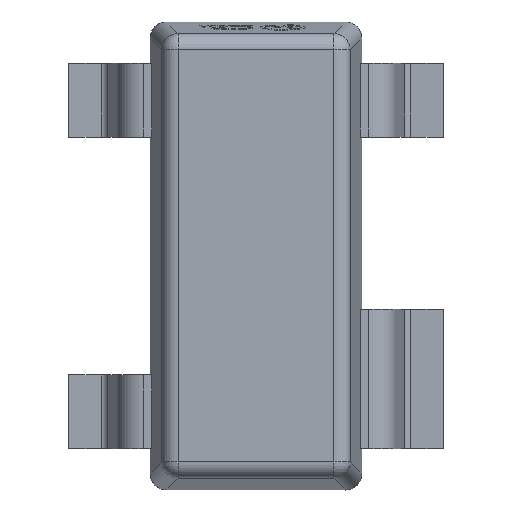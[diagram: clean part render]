
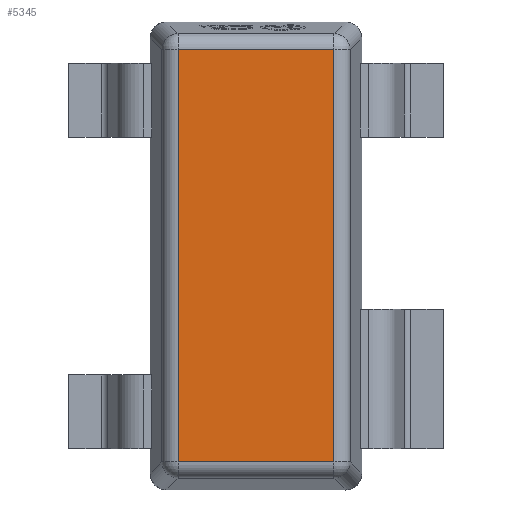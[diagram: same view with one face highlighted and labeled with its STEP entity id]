
A CAD part, top view. The second image highlights one B-rep face of the part: STEP entity #5345.
In plain terms, the highlighted planar face has unit normal (0, 0, 1).
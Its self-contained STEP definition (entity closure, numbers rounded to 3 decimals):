
#105 = VERTEX_POINT ( 'NONE', #3994 ) ;
#121 = VERTEX_POINT ( 'NONE', #9617 ) ;
#174 = LINE ( 'NONE', #6423, #13102 ) ;
#576 = ORIENTED_EDGE ( 'NONE', *, *, #1398, .T. ) ;
#1267 = CARTESIAN_POINT ( 'NONE',  ( -0.476, 0., 1.1 ) ) ;
#1398 = EDGE_CURVE ( 'NONE', #105, #15103, #174, .T. ) ;
#1705 = VERTEX_POINT ( 'NONE', #6018 ) ;
#2473 = FACE_OUTER_BOUND ( 'NONE', #9206, .T. ) ;
#3320 = CARTESIAN_POINT ( 'NONE',  ( 0., -1.257, 1.1 ) ) ;
#3994 = CARTESIAN_POINT ( 'NONE',  ( 0.476, -1.257, 1.1 ) ) ;
#4010 = ORIENTED_EDGE ( 'NONE', *, *, #15029, .T. ) ;
#4314 = ORIENTED_EDGE ( 'NONE', *, *, #6856, .T. ) ;
#4522 = VECTOR ( 'NONE', #13938, 1000. ) ;
#4898 = DIRECTION ( 'NONE',  ( 0., 1., 0. ) ) ;
#5118 = AXIS2_PLACEMENT_3D ( 'NONE', #11974, #8521, #10962 ) ;
#5345 = ADVANCED_FACE ( 'NONE', ( #2473 ), #8605, .T. ) ;
#5660 = LINE ( 'NONE', #3320, #4522 ) ;
#5843 = CARTESIAN_POINT ( 'NONE',  ( 0.476, 1.257, 1.1 ) ) ;
#6018 = CARTESIAN_POINT ( 'NONE',  ( -0.476, 1.257, 1.1 ) ) ;
#6423 = CARTESIAN_POINT ( 'NONE',  ( 0.476, 0., 1.1 ) ) ;
#6856 = EDGE_CURVE ( 'NONE', #121, #105, #5660, .T. ) ;
#8452 = VECTOR ( 'NONE', #13526, 1000. ) ;
#8521 = DIRECTION ( 'NONE',  ( 0., 0., 1. ) ) ;
#8605 = PLANE ( 'NONE',  #5118 ) ;
#9119 = LINE ( 'NONE', #14696, #8452 ) ;
#9206 = EDGE_LOOP ( 'NONE', ( #576, #4010, #14907, #4314 ) ) ;
#9617 = CARTESIAN_POINT ( 'NONE',  ( -0.476, -1.257, 1.1 ) ) ;
#10705 = DIRECTION ( 'NONE',  ( 0., -1., 0. ) ) ;
#10962 = DIRECTION ( 'NONE',  ( 1., 0., 0. ) ) ;
#11754 = VECTOR ( 'NONE', #10705, 1000. ) ;
#11865 = LINE ( 'NONE', #1267, #11754 ) ;
#11974 = CARTESIAN_POINT ( 'NONE',  ( 0., 0., 1.1 ) ) ;
#12288 = EDGE_CURVE ( 'NONE', #1705, #121, #11865, .T. ) ;
#13102 = VECTOR ( 'NONE', #4898, 1000. ) ;
#13526 = DIRECTION ( 'NONE',  ( -1., 0., 0. ) ) ;
#13938 = DIRECTION ( 'NONE',  ( 1., 0., 0. ) ) ;
#14696 = CARTESIAN_POINT ( 'NONE',  ( 0., 1.257, 1.1 ) ) ;
#14907 = ORIENTED_EDGE ( 'NONE', *, *, #12288, .T. ) ;
#15029 = EDGE_CURVE ( 'NONE', #15103, #1705, #9119, .T. ) ;
#15103 = VERTEX_POINT ( 'NONE', #5843 ) ;
